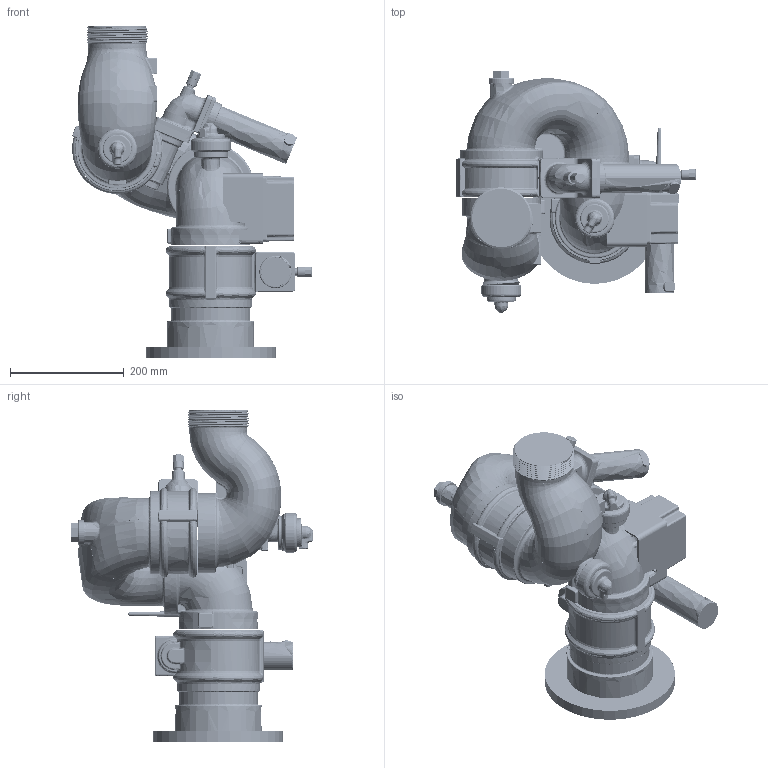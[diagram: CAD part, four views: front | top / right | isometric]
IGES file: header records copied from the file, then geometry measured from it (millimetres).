
Start section: SolidWorks IGES file using analytic representation for surfaces
Global section: file name: 7400_Dumbed_Down_WebsiteDD.IGS; native system: SolidWorks 2010; preprocessor: SolidWorks 2010; author: RAsire; date: 110322.092445; units: inch
Bounding box: 421.56 x 425.93 x 583.71 mm (x, y, z)
Surface area: 1075306.6 mm2 (no closed solid volume)
Topology: 0 solids, 0 shells, 1945 faces, 28650 edges, 28563 vertices
Faces by surface type: bspline 1260, revolution 685
